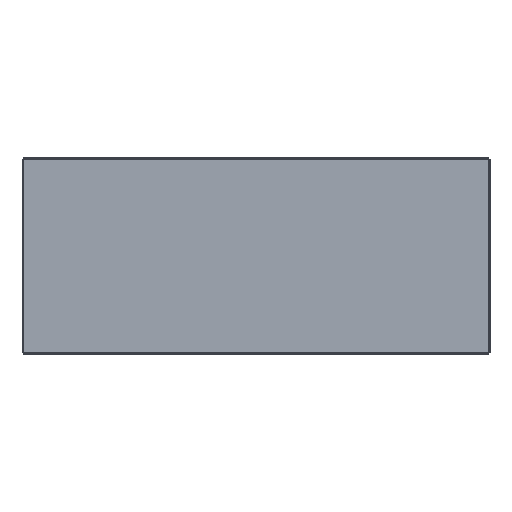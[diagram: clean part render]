
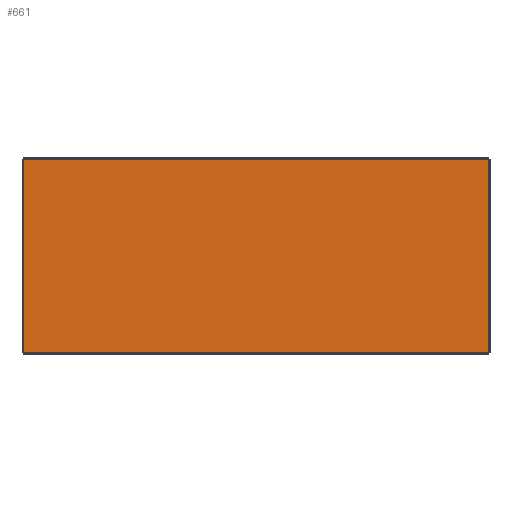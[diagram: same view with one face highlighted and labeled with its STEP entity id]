
A CAD part, left-side view. The second image highlights one B-rep face of the part: STEP entity #661.
In plain terms, the highlighted planar face has unit normal (-1, 0, 0).
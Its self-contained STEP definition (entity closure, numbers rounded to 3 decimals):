
#175 = CARTESIAN_POINT ( 'NONE',  ( -1.2, 362.3, -150.8 ) ) ;
#431 = DIRECTION ( 'NONE',  ( 0., -1., 0. ) ) ;
#552 = VERTEX_POINT ( 'NONE', #1024 ) ;
#659 = VERTEX_POINT ( 'NONE', #2724 ) ;
#661 = ADVANCED_FACE ( 'NONE', ( #2931 ), #2993, .T. ) ;
#721 = EDGE_LOOP ( 'NONE', ( #939, #1421, #1923, #1099 ) ) ;
#741 = LINE ( 'NONE', #967, #2599 ) ;
#790 = LINE ( 'NONE', #2887, #2784 ) ;
#822 = DIRECTION ( 'NONE',  ( -1., 0., 0. ) ) ;
#899 = LINE ( 'NONE', #906, #2954 ) ;
#906 = CARTESIAN_POINT ( 'NONE',  ( -1.2, 362.593, 150.8 ) ) ;
#939 = ORIENTED_EDGE ( 'NONE', *, *, #2261, .F. ) ;
#956 = EDGE_CURVE ( 'NONE', #659, #3022, #790, .T. ) ;
#967 = CARTESIAN_POINT ( 'NONE',  ( -1.2, -362.593, -150.8 ) ) ;
#1024 = CARTESIAN_POINT ( 'NONE',  ( -1.2, 362.3, 150.8 ) ) ;
#1055 = DIRECTION ( 'NONE',  ( 0., 0., 1. ) ) ;
#1099 = ORIENTED_EDGE ( 'NONE', *, *, #2632, .F. ) ;
#1113 = CARTESIAN_POINT ( 'NONE',  ( -1.2, -362.3, -150.8 ) ) ;
#1421 = ORIENTED_EDGE ( 'NONE', *, *, #2246, .F. ) ;
#1517 = CARTESIAN_POINT ( 'NONE',  ( -1.2, 0., 0. ) ) ;
#1689 = AXIS2_PLACEMENT_3D ( 'NONE', #1517, #822, #1055 ) ;
#1923 = ORIENTED_EDGE ( 'NONE', *, *, #956, .F. ) ;
#2220 = VECTOR ( 'NONE', #2843, 1000. ) ;
#2230 = VERTEX_POINT ( 'NONE', #175 ) ;
#2246 = EDGE_CURVE ( 'NONE', #3022, #2230, #741, .T. ) ;
#2261 = EDGE_CURVE ( 'NONE', #2230, #552, #2410, .T. ) ;
#2402 = DIRECTION ( 'NONE',  ( 0., 1., 0. ) ) ;
#2410 = LINE ( 'NONE', #3122, #2220 ) ;
#2599 = VECTOR ( 'NONE', #2402, 1000. ) ;
#2632 = EDGE_CURVE ( 'NONE', #552, #659, #899, .T. ) ;
#2677 = DIRECTION ( 'NONE',  ( 0., 0., -1. ) ) ;
#2724 = CARTESIAN_POINT ( 'NONE',  ( -1.2, -362.3, 150.8 ) ) ;
#2784 = VECTOR ( 'NONE', #2677, 1000. ) ;
#2843 = DIRECTION ( 'NONE',  ( 0., 0., 1. ) ) ;
#2887 = CARTESIAN_POINT ( 'NONE',  ( -1.2, -362.3, 151.093 ) ) ;
#2931 = FACE_OUTER_BOUND ( 'NONE', #721, .T. ) ;
#2954 = VECTOR ( 'NONE', #431, 1000. ) ;
#2993 = PLANE ( 'NONE',  #1689 ) ;
#3022 = VERTEX_POINT ( 'NONE', #1113 ) ;
#3122 = CARTESIAN_POINT ( 'NONE',  ( -1.2, 362.3, -151.093 ) ) ;
